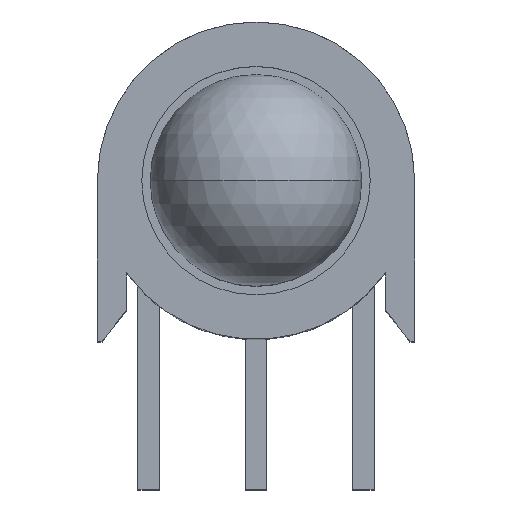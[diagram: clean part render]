
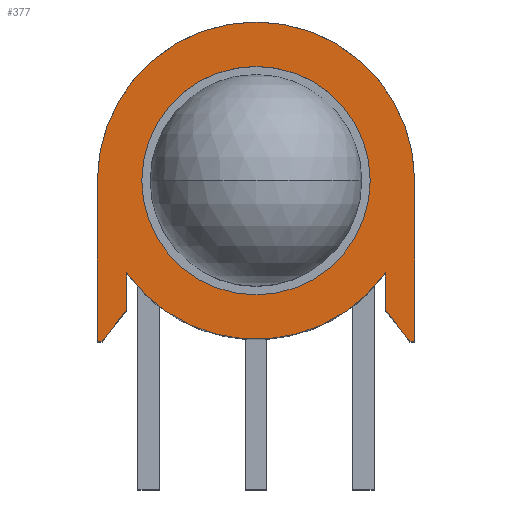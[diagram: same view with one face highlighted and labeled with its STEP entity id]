
A CAD part, top view. The second image highlights one B-rep face of the part: STEP entity #377.
In plain terms, the highlighted planar face has unit normal (0, 0, 1).
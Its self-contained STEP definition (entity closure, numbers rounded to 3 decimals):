
#226 = EDGE_CURVE ( 'NONE', #230, #228, #4673, .T. ) ;
#228 = VERTEX_POINT ( 'NONE', #4668 ) ;
#230 = VERTEX_POINT ( 'NONE', #4667 ) ;
#244 = ORIENTED_EDGE ( 'NONE', *, *, #351, .T. ) ;
#292 = VERTEX_POINT ( 'NONE', #4894 ) ;
#293 = ORIENTED_EDGE ( 'NONE', *, *, #294, .T. ) ;
#294 = EDGE_CURVE ( 'NONE', #292, #295, #4890, .T. ) ;
#295 = VERTEX_POINT ( 'NONE', #4886 ) ;
#296 = ORIENTED_EDGE ( 'NONE', *, *, #297, .T. ) ;
#297 = EDGE_CURVE ( 'NONE', #295, #298, #4933, .T. ) ;
#298 = VERTEX_POINT ( 'NONE', #4929 ) ;
#299 = ORIENTED_EDGE ( 'NONE', *, *, #300, .T. ) ;
#300 = EDGE_CURVE ( 'NONE', #298, #301, #4928, .T. ) ;
#301 = VERTEX_POINT ( 'NONE', #4924 ) ;
#351 = EDGE_CURVE ( 'NONE', #375, #3730, #5102, .T. ) ;
#352 = EDGE_LOOP ( 'NONE', ( #353, #355 ) ) ;
#353 = ORIENTED_EDGE ( 'NONE', *, *, #354, .T. ) ;
#354 = EDGE_CURVE ( 'NONE', #228, #230, #5097, .T. ) ;
#355 = ORIENTED_EDGE ( 'NONE', *, *, #226, .T. ) ;
#364 = ORIENTED_EDGE ( 'NONE', *, *, #365, .T. ) ;
#365 = EDGE_CURVE ( 'NONE', #301, #366, #5118, .T. ) ;
#366 = VERTEX_POINT ( 'NONE', #5114 ) ;
#367 = ORIENTED_EDGE ( 'NONE', *, *, #368, .T. ) ;
#368 = EDGE_CURVE ( 'NONE', #366, #369, #5113, .T. ) ;
#369 = VERTEX_POINT ( 'NONE', #5166 ) ;
#370 = ORIENTED_EDGE ( 'NONE', *, *, #371, .F. ) ;
#371 = EDGE_CURVE ( 'NONE', #372, #369, #5165, .T. ) ;
#372 = VERTEX_POINT ( 'NONE', #5161 ) ;
#373 = ORIENTED_EDGE ( 'NONE', *, *, #374, .F. ) ;
#374 = EDGE_CURVE ( 'NONE', #375, #372, #5160, .T. ) ;
#375 = VERTEX_POINT ( 'NONE', #5156 ) ;
#377 = ADVANCED_FACE ( 'NONE', ( #5150, #5149 ), #5194, .T. ) ;
#378 = EDGE_LOOP ( 'NONE', ( #379, #380, #293, #296, #299, #364, #367, #370, #373, #244 ) ) ;
#379 = ORIENTED_EDGE ( 'NONE', *, *, #3728, .F. ) ;
#380 = ORIENTED_EDGE ( 'NONE', *, *, #381, .T. ) ;
#381 = EDGE_CURVE ( 'NONE', #3729, #292, #5188, .T. ) ;
#3728 = EDGE_CURVE ( 'NONE', #3729, #3730, #20171, .T. ) ;
#3729 = VERTEX_POINT ( 'NONE', #20167 ) ;
#3730 = VERTEX_POINT ( 'NONE', #20166 ) ;
#4667 = CARTESIAN_POINT ( 'NONE',  ( 2.7, 0., 0. ) ) ;
#4668 = CARTESIAN_POINT ( 'NONE',  ( -2.7, 0., 0. ) ) ;
#4669 = DIRECTION ( 'NONE',  ( -1., 0., 0. ) ) ;
#4670 = DIRECTION ( 'NONE',  ( 0., 0., -1. ) ) ;
#4671 = CARTESIAN_POINT ( 'NONE',  ( 0., 0., 0. ) ) ;
#4672 = AXIS2_PLACEMENT_3D ( 'NONE', #4671, #4670, #4669 ) ;
#4673 = CIRCLE ( 'NONE', #4672, 2.7 ) ;
#4886 = CARTESIAN_POINT ( 'NONE',  ( -3.75, -3.8, 0. ) ) ;
#4887 = DIRECTION ( 'NONE',  ( 0., -1., 0. ) ) ;
#4888 = VECTOR ( 'NONE', #4887, 1000. ) ;
#4889 = CARTESIAN_POINT ( 'NONE',  ( -3.75, -8.444, 0. ) ) ;
#4890 = LINE ( 'NONE', #4889, #4888 ) ;
#4894 = CARTESIAN_POINT ( 'NONE',  ( -3.75, 0., 0. ) ) ;
#4924 = CARTESIAN_POINT ( 'NONE',  ( -3.05, -3.05, 0. ) ) ;
#4925 = DIRECTION ( 'NONE',  ( 0.616, 0.788, 0. ) ) ;
#4926 = VECTOR ( 'NONE', #4925, 1000. ) ;
#4927 = CARTESIAN_POINT ( 'NONE',  ( -4.511, -4.92, 0. ) ) ;
#4928 = LINE ( 'NONE', #4927, #4926 ) ;
#4929 = CARTESIAN_POINT ( 'NONE',  ( -3.636, -3.8, 0. ) ) ;
#4930 = DIRECTION ( 'NONE',  ( 1., 0., 0. ) ) ;
#4931 = VECTOR ( 'NONE', #4930, 1000. ) ;
#4932 = CARTESIAN_POINT ( 'NONE',  ( 0., -3.8, 0. ) ) ;
#4933 = LINE ( 'NONE', #4932, #4931 ) ;
#5093 = DIRECTION ( 'NONE',  ( -1., 0., 0. ) ) ;
#5094 = DIRECTION ( 'NONE',  ( 0., 0., -1. ) ) ;
#5095 = CARTESIAN_POINT ( 'NONE',  ( 0., 0., 0. ) ) ;
#5096 = AXIS2_PLACEMENT_3D ( 'NONE', #5095, #5094, #5093 ) ;
#5097 = CIRCLE ( 'NONE', #5096, 2.7 ) ;
#5099 = DIRECTION ( 'NONE',  ( 1., 0., 0. ) ) ;
#5100 = VECTOR ( 'NONE', #5099, 1000. ) ;
#5101 = CARTESIAN_POINT ( 'NONE',  ( 0., -3.8, 0. ) ) ;
#5102 = LINE ( 'NONE', #5101, #5100 ) ;
#5111 = CARTESIAN_POINT ( 'NONE',  ( 0., 0., 0. ) ) ;
#5112 = AXIS2_PLACEMENT_3D ( 'NONE', #5111, #5168, #5167 ) ;
#5113 = CIRCLE ( 'NONE', #5112, 3.75 ) ;
#5114 = CARTESIAN_POINT ( 'NONE',  ( -3.05, -2.182, 0. ) ) ;
#5115 = DIRECTION ( 'NONE',  ( 0., 1., 0. ) ) ;
#5116 = VECTOR ( 'NONE', #5115, 1000. ) ;
#5117 = CARTESIAN_POINT ( 'NONE',  ( -3.05, -8.444, 0. ) ) ;
#5118 = LINE ( 'NONE', #5117, #5116 ) ;
#5149 = FACE_BOUND ( 'NONE', #352, .T. ) ;
#5150 = FACE_OUTER_BOUND ( 'NONE', #378, .T. ) ;
#5156 = CARTESIAN_POINT ( 'NONE',  ( 3.636, -3.8, 0. ) ) ;
#5157 = DIRECTION ( 'NONE',  ( -0.616, 0.788, 0. ) ) ;
#5158 = VECTOR ( 'NONE', #5157, 1000. ) ;
#5159 = CARTESIAN_POINT ( 'NONE',  ( 4.511, -4.92, 0. ) ) ;
#5160 = LINE ( 'NONE', #5159, #5158 ) ;
#5161 = CARTESIAN_POINT ( 'NONE',  ( 3.05, -3.05, 0. ) ) ;
#5162 = DIRECTION ( 'NONE',  ( 0., 1., 0. ) ) ;
#5163 = VECTOR ( 'NONE', #5162, 1000. ) ;
#5164 = CARTESIAN_POINT ( 'NONE',  ( 3.05, -8.444, 0. ) ) ;
#5165 = LINE ( 'NONE', #5164, #5163 ) ;
#5166 = CARTESIAN_POINT ( 'NONE',  ( 3.05, -2.182, 0. ) ) ;
#5167 = DIRECTION ( 'NONE',  ( 1., 0., 0. ) ) ;
#5168 = DIRECTION ( 'NONE',  ( 0., 0., 1. ) ) ;
#5185 = DIRECTION ( 'NONE',  ( 1., 0., 0. ) ) ;
#5186 = DIRECTION ( 'NONE',  ( 0., 0., 1. ) ) ;
#5187 = AXIS2_PLACEMENT_3D ( 'NONE', #5193, #5186, #5185 ) ;
#5188 = CIRCLE ( 'NONE', #5187, 3.75 ) ;
#5189 = DIRECTION ( 'NONE',  ( 1., 0., 0. ) ) ;
#5190 = DIRECTION ( 'NONE',  ( 0., 0., 1. ) ) ;
#5191 = CARTESIAN_POINT ( 'NONE',  ( 0., -8.444, 0. ) ) ;
#5192 = AXIS2_PLACEMENT_3D ( 'NONE', #5191, #5190, #5189 ) ;
#5193 = CARTESIAN_POINT ( 'NONE',  ( 0., 0., 0. ) ) ;
#5194 = PLANE ( 'NONE',  #5192 ) ;
#20166 = CARTESIAN_POINT ( 'NONE',  ( 3.75, -3.8, 0. ) ) ;
#20167 = CARTESIAN_POINT ( 'NONE',  ( 3.75, 0., 0. ) ) ;
#20168 = DIRECTION ( 'NONE',  ( 0., -1., 0. ) ) ;
#20169 = VECTOR ( 'NONE', #20168, 1000. ) ;
#20170 = CARTESIAN_POINT ( 'NONE',  ( 3.75, -8.444, 0. ) ) ;
#20171 = LINE ( 'NONE', #20170, #20169 ) ;
